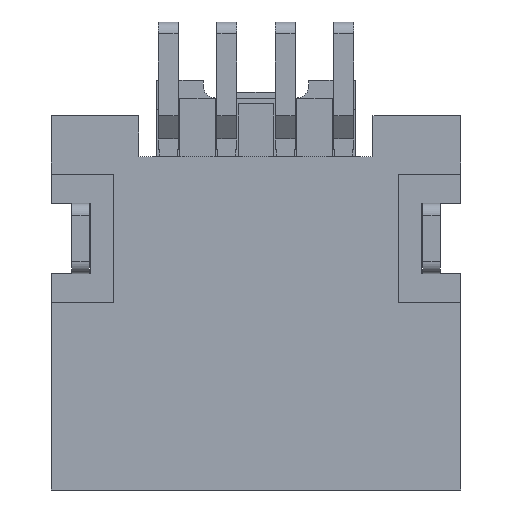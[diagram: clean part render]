
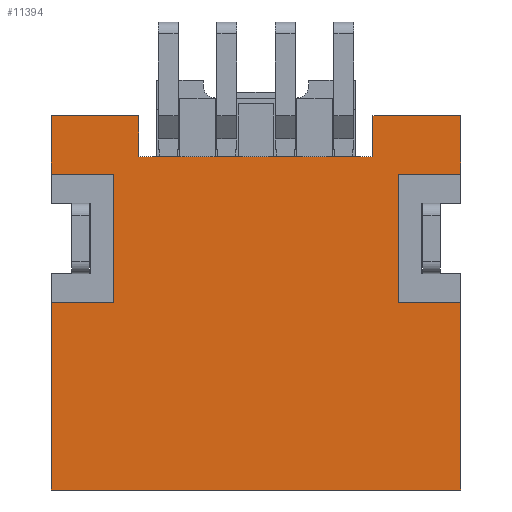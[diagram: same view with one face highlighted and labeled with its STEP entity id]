
A CAD part, front view. The second image highlights one B-rep face of the part: STEP entity #11394.
In plain terms, the highlighted planar face has unit normal (0, -1, 0).
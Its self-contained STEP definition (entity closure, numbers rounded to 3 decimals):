
#1298=DIRECTION('',(0.,0.,-1.));
#1299=VECTOR('',#1298,0.5);
#1300=CARTESIAN_POINT('',(1.75,0.,3.2));
#1301=LINE('5694',#1300,#1299);
#1302=DIRECTION('',(0.,0.,-1.));
#1303=VECTOR('',#1302,1.6);
#1304=CARTESIAN_POINT('',(1.75,0.,1.6));
#1305=LINE('5709',#1304,#1303);
#1306=DIRECTION('',(-1.,0.,0.));
#1307=VECTOR('',#1306,3.5);
#1308=CARTESIAN_POINT('',(1.75,0.,0.));
#1309=LINE('5755',#1308,#1307);
#1310=DIRECTION('',(0.,0.,1.));
#1311=VECTOR('',#1310,1.6);
#1312=CARTESIAN_POINT('',(-1.75,0.,0.));
#1313=LINE('5756',#1312,#1311);
#1322=DIRECTION('',(-1.,0.,0.));
#1323=VECTOR('',#1322,0.535);
#1324=CARTESIAN_POINT('',(-1.215,0.,1.6));
#1325=LINE('5758',#1324,#1323);
#1326=DIRECTION('',(0.,0.,-1.));
#1327=VECTOR('',#1326,1.1);
#1328=CARTESIAN_POINT('',(-1.215,0.,2.7));
#1329=LINE('5759',#1328,#1327);
#1338=DIRECTION('',(1.,0.,0.));
#1339=VECTOR('',#1338,0.535);
#1340=CARTESIAN_POINT('',(-1.75,0.,2.7));
#1341=LINE('5750',#1340,#1339);
#1362=DIRECTION('',(0.,0.,-1.));
#1363=VECTOR('',#1362,0.5);
#1364=CARTESIAN_POINT('',(-1.75,0.,3.2));
#1365=LINE('5751',#1364,#1363);
#1406=DIRECTION('',(-1.,0.,0.));
#1407=VECTOR('',#1406,0.75);
#1408=CARTESIAN_POINT('',(-1.,0.,3.2));
#1409=LINE('5799',#1408,#1407);
#1952=DIRECTION('',(0.,0.,1.));
#1953=VECTOR('',#1952,0.35);
#1954=CARTESIAN_POINT('',(-1.,0.,2.85));
#1955=LINE('5902',#1954,#1953);
#2249=DIRECTION('',(0.,0.,-1.));
#2250=VECTOR('',#2249,0.35);
#2251=CARTESIAN_POINT('',(1.,0.,3.2));
#2252=LINE('5753',#2251,#2250);
#3200=DIRECTION('',(-1.,0.,0.));
#3201=VECTOR('',#3200,2.);
#3202=CARTESIAN_POINT('',(1.,0.,2.85));
#3203=LINE('5752',#3202,#3201);
#6908=DIRECTION('',(-1.,0.,0.));
#6909=VECTOR('',#6908,0.75);
#6910=CARTESIAN_POINT('',(1.75,0.,3.2));
#6911=LINE('5886',#6910,#6909);
#7408=DIRECTION('',(1.,0.,0.));
#7409=VECTOR('',#7408,0.535);
#7410=CARTESIAN_POINT('',(1.215,0.,2.7));
#7411=LINE('6114',#7410,#7409);
#7412=DIRECTION('',(0.,0.,1.));
#7413=VECTOR('',#7412,1.1);
#7414=CARTESIAN_POINT('',(1.215,0.,1.6));
#7415=LINE('6115',#7414,#7413);
#7428=DIRECTION('',(-1.,0.,0.));
#7429=VECTOR('',#7428,0.535);
#7430=CARTESIAN_POINT('',(1.75,0.,1.6));
#7431=LINE('5754',#7430,#7429);
#7504=CARTESIAN_POINT('',(-1.75,0.,1.6));
#7505=VERTEX_POINT('',#7504);
#7616=CARTESIAN_POINT('',(1.75,0.,2.7));
#7618=VERTEX_POINT('',#7616);
#7620=CARTESIAN_POINT('',(1.75,0.,3.2));
#7621=VERTEX_POINT('',#7620);
#7640=CARTESIAN_POINT('',(1.75,0.,0.));
#7641=VERTEX_POINT('',#7640);
#7642=CARTESIAN_POINT('',(1.75,0.,1.6));
#7643=VERTEX_POINT('',#7642);
#7678=CARTESIAN_POINT('',(-1.75,0.,0.));
#7679=VERTEX_POINT('',#7678);
#7688=CARTESIAN_POINT('',(-1.75,0.,2.7));
#7689=CARTESIAN_POINT('',(-1.215,0.,2.7));
#7690=VERTEX_POINT('',#7688);
#7691=VERTEX_POINT('',#7689);
#7692=CARTESIAN_POINT('',(-1.75,0.,3.2));
#7693=VERTEX_POINT('',#7692);
#7694=CARTESIAN_POINT('',(1.,0.,2.85));
#7695=CARTESIAN_POINT('',(-1.,0.,2.85));
#7696=VERTEX_POINT('',#7694);
#7697=VERTEX_POINT('',#7695);
#7698=CARTESIAN_POINT('',(1.,0.,3.2));
#7699=VERTEX_POINT('',#7698);
#7700=CARTESIAN_POINT('',(1.215,0.,1.6));
#7701=VERTEX_POINT('',#7700);
#7702=CARTESIAN_POINT('',(-1.215,0.,1.6));
#7703=VERTEX_POINT('',#7702);
#7748=CARTESIAN_POINT('',(-1.,0.,3.2));
#7749=VERTEX_POINT('',#7748);
#8080=CARTESIAN_POINT('',(1.215,0.,2.7));
#8081=VERTEX_POINT('',#8080);
#11359=CARTESIAN_POINT('',(0.,0.,1.6));
#11360=DIRECTION('',(0.,1.,0.));
#11361=DIRECTION('',(0.,0.,-1.));
#11362=AXIS2_PLACEMENT_3D('',#11359,#11360,#11361);
#11363=PLANE('7343',#11362);
#11365=ORIENTED_EDGE('5758',*,*,#11364,.F.);
#11367=ORIENTED_EDGE('5759',*,*,#11366,.F.);
#11369=ORIENTED_EDGE('5750',*,*,#11368,.F.);
#11371=ORIENTED_EDGE('5751',*,*,#11370,.F.);
#11373=ORIENTED_EDGE('5799',*,*,#11372,.F.);
#11375=ORIENTED_EDGE('5902',*,*,#11374,.F.);
#11377=ORIENTED_EDGE('5752',*,*,#11376,.F.);
#11379=ORIENTED_EDGE('5753',*,*,#11378,.F.);
#11381=ORIENTED_EDGE('5886',*,*,#11380,.F.);
#11382=ORIENTED_EDGE('5694',*,*,#10563,.T.);
#11384=ORIENTED_EDGE('6114',*,*,#11383,.F.);
#11386=ORIENTED_EDGE('6115',*,*,#11385,.F.);
#11388=ORIENTED_EDGE('5754',*,*,#11387,.F.);
#11389=ORIENTED_EDGE('5709',*,*,#11329,.T.);
#11390=ORIENTED_EDGE('5755',*,*,#11342,.T.);
#11391=ORIENTED_EDGE('5756',*,*,#9773,.T.);
#11392=EDGE_LOOP('7343',(#11365,#11367,#11369,#11371,#11373,#11375,#11377,
#11379,#11381,#11382,#11384,#11386,#11388,#11389,#11390,#11391));
#11393=FACE_OUTER_BOUND('7343',#11392,.F.);
#9773=EDGE_CURVE('5756',#7679,#7505,#1313,.T.);
#10563=EDGE_CURVE('5694',#7621,#7618,#1301,.T.);
#11329=EDGE_CURVE('5709',#7643,#7641,#1305,.T.);
#11342=EDGE_CURVE('5755',#7641,#7679,#1309,.T.);
#11364=EDGE_CURVE('5758',#7703,#7505,#1325,.T.);
#11366=EDGE_CURVE('5759',#7691,#7703,#1329,.T.);
#11368=EDGE_CURVE('5750',#7690,#7691,#1341,.T.);
#11370=EDGE_CURVE('5751',#7693,#7690,#1365,.T.);
#11372=EDGE_CURVE('5799',#7749,#7693,#1409,.T.);
#11374=EDGE_CURVE('5902',#7697,#7749,#1955,.T.);
#11376=EDGE_CURVE('5752',#7696,#7697,#3203,.T.);
#11378=EDGE_CURVE('5753',#7699,#7696,#2252,.T.);
#11380=EDGE_CURVE('5886',#7621,#7699,#6911,.T.);
#11383=EDGE_CURVE('6114',#8081,#7618,#7411,.T.);
#11385=EDGE_CURVE('6115',#7701,#8081,#7415,.T.);
#11387=EDGE_CURVE('5754',#7643,#7701,#7431,.T.);
#11394=ADVANCED_FACE('7343',(#11393),#11363,.F.);
